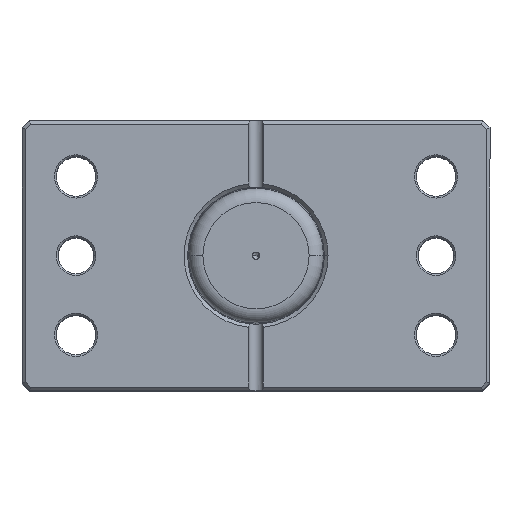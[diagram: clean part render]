
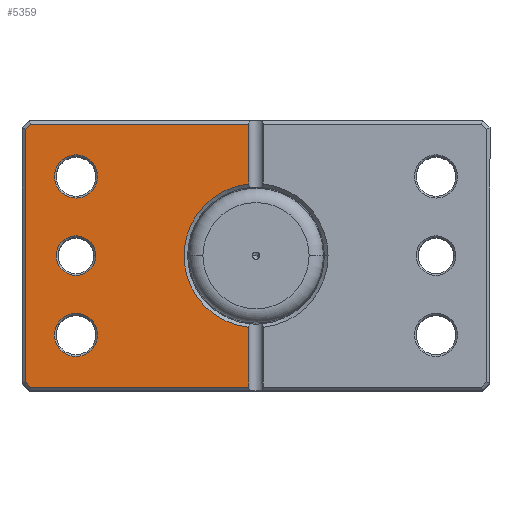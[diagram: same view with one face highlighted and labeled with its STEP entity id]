
A CAD part, top view. The second image highlights one B-rep face of the part: STEP entity #5359.
In plain terms, the highlighted face is planar.
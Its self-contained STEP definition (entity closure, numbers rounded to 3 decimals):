
#30 = EDGE_CURVE ( 'NONE', #1798, #3999, #2518, .T. ) ;
#58 = ORIENTED_EDGE ( 'NONE', *, *, #6547, .T. ) ;
#69 = EDGE_CURVE ( 'NONE', #3096, #5234, #3997, .T. ) ;
#156 = DIRECTION ( 'NONE',  ( 1., 0., 0. ) ) ;
#322 = EDGE_CURVE ( 'NONE', #6218, #336, #2601, .T. ) ;
#336 = VERTEX_POINT ( 'NONE', #2795 ) ;
#413 = ORIENTED_EDGE ( 'NONE', *, *, #4117, .T. ) ;
#471 = FACE_BOUND ( 'NONE', #1814, .T. ) ;
#499 = DIRECTION ( 'NONE',  ( 0., 0., 1. ) ) ;
#517 = EDGE_CURVE ( 'NONE', #5234, #3096, #1581, .T. ) ;
#685 = VECTOR ( 'NONE', #6564, 1000. ) ;
#699 = VECTOR ( 'NONE', #5418, 1000. ) ;
#708 = DIRECTION ( 'NONE',  ( 0., 0., 1. ) ) ;
#722 = DIRECTION ( 'NONE',  ( 0., 0., 1. ) ) ;
#1008 = DIRECTION ( 'NONE',  ( 0., 0., 1. ) ) ;
#1058 = VECTOR ( 'NONE', #4834, 1000. ) ;
#1066 = VECTOR ( 'NONE', #5421, 1000. ) ;
#1102 = CIRCLE ( 'NONE', #5683, 5.5 ) ;
#1142 = ORIENTED_EDGE ( 'NONE', *, *, #69, .T. ) ;
#1163 = CARTESIAN_POINT ( 'NONE',  ( 2., 37.5, 0. ) ) ;
#1176 = PLANE ( 'NONE',  #4752 ) ;
#1191 = ORIENTED_EDGE ( 'NONE', *, *, #6418, .T. ) ;
#1346 = EDGE_LOOP ( 'NONE', ( #5998, #6096 ) ) ;
#1442 = DIRECTION ( 'NONE',  ( 0.707, -0.707, 0. ) ) ;
#1470 = CARTESIAN_POINT ( 'NONE',  ( 0., 36.5, 0. ) ) ;
#1518 = ORIENTED_EDGE ( 'NONE', *, *, #4991, .T. ) ;
#1581 = CIRCLE ( 'NONE', #6303, 6. ) ;
#1603 = VERTEX_POINT ( 'NONE', #6486 ) ;
#1673 = VERTEX_POINT ( 'NONE', #2918 ) ;
#1744 = DIRECTION ( 'NONE',  ( 0., 0., 1. ) ) ;
#1798 = VERTEX_POINT ( 'NONE', #3944 ) ;
#1814 = EDGE_LOOP ( 'NONE', ( #1142, #1935 ) ) ;
#1833 = ORIENTED_EDGE ( 'NONE', *, *, #30, .T. ) ;
#1914 = CARTESIAN_POINT ( 'NONE',  ( 44., -22., 0. ) ) ;
#1925 = FACE_OUTER_BOUND ( 'NONE', #7117, .T. ) ;
#1935 = ORIENTED_EDGE ( 'NONE', *, *, #517, .T. ) ;
#1967 = CARTESIAN_POINT ( 'NONE',  ( 44., 22., 0. ) ) ;
#1987 = EDGE_LOOP ( 'NONE', ( #5849, #413 ) ) ;
#2116 = CARTESIAN_POINT ( 'NONE',  ( 62.586, -36.5, 0. ) ) ;
#2131 = CARTESIAN_POINT ( 'NONE',  ( 2., -36.5, 0. ) ) ;
#2137 = LINE ( 'NONE', #6004, #685 ) ;
#2195 = AXIS2_PLACEMENT_3D ( 'NONE', #3796, #499, #4359 ) ;
#2240 = CARTESIAN_POINT ( 'NONE',  ( 2., 36.5, 0. ) ) ;
#2296 = DIRECTION ( 'NONE',  ( 0., 0., 1. ) ) ;
#2326 = CARTESIAN_POINT ( 'NONE',  ( 50., 22., 0. ) ) ;
#2337 = EDGE_CURVE ( 'NONE', #3156, #5584, #6185, .T. ) ;
#2363 = CIRCLE ( 'NONE', #5888, 5.5 ) ;
#2409 = DIRECTION ( 'NONE',  ( 1., 0., 0. ) ) ;
#2456 = EDGE_CURVE ( 'NONE', #1603, #3410, #2363, .T. ) ;
#2469 = CARTESIAN_POINT ( 'NONE',  ( 56., 22., 0. ) ) ;
#2518 = LINE ( 'NONE', #7023, #1058 ) ;
#2524 = CARTESIAN_POINT ( 'NONE',  ( 49.543, 49.543, 0. ) ) ;
#2601 = CIRCLE ( 'NONE', #6804, 20. ) ;
#2628 = CARTESIAN_POINT ( 'NONE',  ( 2., 37.5, 0. ) ) ;
#2666 = CARTESIAN_POINT ( 'NONE',  ( 64., 35.086, 0. ) ) ;
#2701 = LINE ( 'NONE', #2628, #1066 ) ;
#2795 = CARTESIAN_POINT ( 'NONE',  ( 2., 19.9, 0. ) ) ;
#2856 = DIRECTION ( 'NONE',  ( 1., 0., 0. ) ) ;
#2918 = CARTESIAN_POINT ( 'NONE',  ( 62.586, 36.5, 0. ) ) ;
#2931 = CARTESIAN_POINT ( 'NONE',  ( 50., -22., 0. ) ) ;
#2932 = LINE ( 'NONE', #1470, #5528 ) ;
#3096 = VERTEX_POINT ( 'NONE', #1914 ) ;
#3156 = VERTEX_POINT ( 'NONE', #1967 ) ;
#3197 = EDGE_CURVE ( 'NONE', #3412, #1673, #2932, .T. ) ;
#3202 = CARTESIAN_POINT ( 'NONE',  ( 64., 0., 0. ) ) ;
#3227 = VECTOR ( 'NONE', #1442, 1000. ) ;
#3322 = VERTEX_POINT ( 'NONE', #2131 ) ;
#3391 = FACE_BOUND ( 'NONE', #1346, .T. ) ;
#3400 = LINE ( 'NONE', #2524, #3227 ) ;
#3410 = VERTEX_POINT ( 'NONE', #3870 ) ;
#3412 = VERTEX_POINT ( 'NONE', #2240 ) ;
#3476 = CARTESIAN_POINT ( 'NONE',  ( 0., 0., 0. ) ) ;
#3532 = EDGE_CURVE ( 'NONE', #4813, #1798, #6230, .T. ) ;
#3607 = CARTESIAN_POINT ( 'NONE',  ( 56., -22., 0. ) ) ;
#3714 = EDGE_CURVE ( 'NONE', #5584, #3156, #5523, .T. ) ;
#3751 = FACE_BOUND ( 'NONE', #1987, .T. ) ;
#3796 = CARTESIAN_POINT ( 'NONE',  ( 50., 22., 0. ) ) ;
#3870 = CARTESIAN_POINT ( 'NONE',  ( 55.5, 0., 0. ) ) ;
#3944 = CARTESIAN_POINT ( 'NONE',  ( 64., -35.086, 0. ) ) ;
#3997 = CIRCLE ( 'NONE', #6039, 6. ) ;
#3999 = VERTEX_POINT ( 'NONE', #2116 ) ;
#4016 = CARTESIAN_POINT ( 'NONE',  ( 50., 0., 0. ) ) ;
#4042 = DIRECTION ( 'NONE',  ( 0., 0., 1. ) ) ;
#4117 = EDGE_CURVE ( 'NONE', #3410, #1603, #1102, .T. ) ;
#4327 = CARTESIAN_POINT ( 'NONE',  ( 50., -22., 0. ) ) ;
#4359 = DIRECTION ( 'NONE',  ( 1., 0., 0. ) ) ;
#4381 = EDGE_CURVE ( 'NONE', #3999, #3322, #2137, .T. ) ;
#4485 = CARTESIAN_POINT ( 'NONE',  ( 0., 0., 0. ) ) ;
#4541 = LINE ( 'NONE', #1163, #7111 ) ;
#4585 = DIRECTION ( 'NONE',  ( 1., 0., 0. ) ) ;
#4750 = ORIENTED_EDGE ( 'NONE', *, *, #3532, .T. ) ;
#4752 = AXIS2_PLACEMENT_3D ( 'NONE', #4485, #2296, #6158 ) ;
#4813 = VERTEX_POINT ( 'NONE', #2666 ) ;
#4834 = DIRECTION ( 'NONE',  ( -0.707, -0.707, 0. ) ) ;
#4883 = DIRECTION ( 'NONE',  ( 1., 0., 0. ) ) ;
#4991 = EDGE_CURVE ( 'NONE', #336, #3412, #4541, .T. ) ;
#5056 = CARTESIAN_POINT ( 'NONE',  ( 50., 0., 0. ) ) ;
#5234 = VERTEX_POINT ( 'NONE', #3607 ) ;
#5359 = ADVANCED_FACE ( 'NONE', ( #3751, #471, #3391, #1925 ), #1176, .F. ) ;
#5418 = DIRECTION ( 'NONE',  ( 0., -1., 0. ) ) ;
#5421 = DIRECTION ( 'NONE',  ( 0., 1., 0. ) ) ;
#5523 = CIRCLE ( 'NONE', #7054, 6. ) ;
#5528 = VECTOR ( 'NONE', #6986, 1000. ) ;
#5584 = VERTEX_POINT ( 'NONE', #2469 ) ;
#5617 = DIRECTION ( 'NONE',  ( 1., 0., 0. ) ) ;
#5683 = AXIS2_PLACEMENT_3D ( 'NONE', #4016, #722, #4585 ) ;
#5684 = ORIENTED_EDGE ( 'NONE', *, *, #3197, .T. ) ;
#5849 = ORIENTED_EDGE ( 'NONE', *, *, #2456, .T. ) ;
#5888 = AXIS2_PLACEMENT_3D ( 'NONE', #5056, #1744, #5617 ) ;
#5998 = ORIENTED_EDGE ( 'NONE', *, *, #2337, .T. ) ;
#6004 = CARTESIAN_POINT ( 'NONE',  ( 0., -36.5, 0. ) ) ;
#6019 = ORIENTED_EDGE ( 'NONE', *, *, #4381, .T. ) ;
#6039 = AXIS2_PLACEMENT_3D ( 'NONE', #4327, #1008, #4883 ) ;
#6096 = ORIENTED_EDGE ( 'NONE', *, *, #3714, .T. ) ;
#6155 = CARTESIAN_POINT ( 'NONE',  ( 2., -19.9, 0. ) ) ;
#6158 = DIRECTION ( 'NONE',  ( 1., 0., 0. ) ) ;
#6163 = ORIENTED_EDGE ( 'NONE', *, *, #322, .T. ) ;
#6185 = CIRCLE ( 'NONE', #2195, 6. ) ;
#6205 = DIRECTION ( 'NONE',  ( 0., 0., 1. ) ) ;
#6218 = VERTEX_POINT ( 'NONE', #6155 ) ;
#6230 = LINE ( 'NONE', #3202, #699 ) ;
#6303 = AXIS2_PLACEMENT_3D ( 'NONE', #2931, #4042, #2409 ) ;
#6418 = EDGE_CURVE ( 'NONE', #1673, #4813, #3400, .T. ) ;
#6486 = CARTESIAN_POINT ( 'NONE',  ( 44.5, 0., 0. ) ) ;
#6547 = EDGE_CURVE ( 'NONE', #3322, #6218, #2701, .T. ) ;
#6564 = DIRECTION ( 'NONE',  ( -1., 0., 0. ) ) ;
#6705 = DIRECTION ( 'NONE',  ( 0., 1., 0. ) ) ;
#6804 = AXIS2_PLACEMENT_3D ( 'NONE', #3476, #708, #156 ) ;
#6986 = DIRECTION ( 'NONE',  ( 1., 0., 0. ) ) ;
#7023 = CARTESIAN_POINT ( 'NONE',  ( 49.543, -49.543, 0. ) ) ;
#7054 = AXIS2_PLACEMENT_3D ( 'NONE', #2326, #6205, #2856 ) ;
#7111 = VECTOR ( 'NONE', #6705, 1000. ) ;
#7117 = EDGE_LOOP ( 'NONE', ( #58, #6163, #1518, #5684, #1191, #4750, #1833, #6019 ) ) ;
